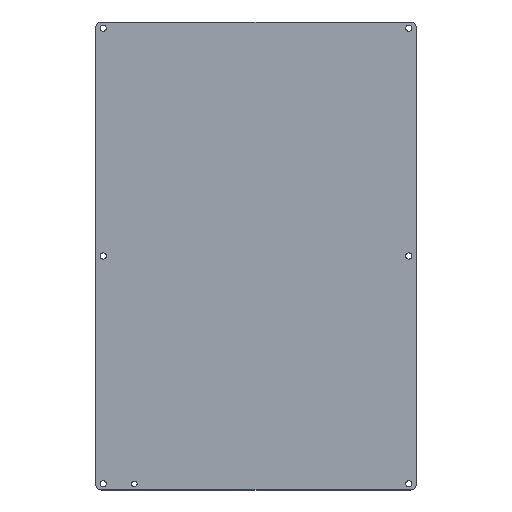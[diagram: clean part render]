
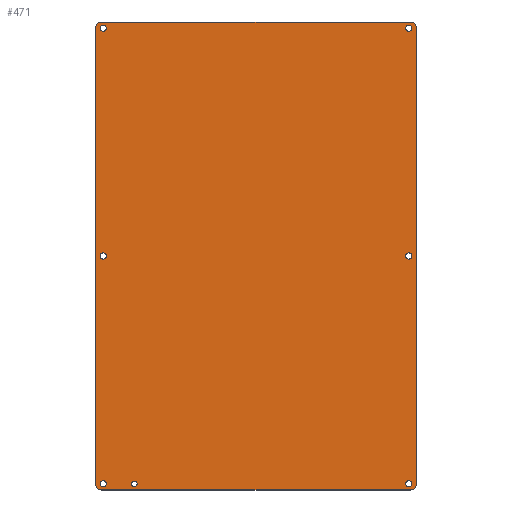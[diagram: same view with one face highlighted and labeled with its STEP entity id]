
A CAD part, top view. The second image highlights one B-rep face of the part: STEP entity #471.
In plain terms, the highlighted planar face has unit normal (0, 0, 1).
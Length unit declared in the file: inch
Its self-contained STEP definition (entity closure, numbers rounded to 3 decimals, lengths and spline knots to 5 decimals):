
#1 = FACE_BOUND ( 'NONE', #242, .T. ) ;
#4 = DIRECTION ( 'NONE',  ( -1., 0., 0. ) ) ;
#5 = AXIS2_PLACEMENT_3D ( 'NONE', #65, #434, #478 ) ;
#6 = CARTESIAN_POINT ( 'NONE',  ( 6.125, 0., 0. ) ) ;
#7 = AXIS2_PLACEMENT_3D ( 'NONE', #341, #526, #476 ) ;
#12 = ORIENTED_EDGE ( 'NONE', *, *, #145, .T. ) ;
#13 = CARTESIAN_POINT ( 'NONE',  ( -4.875, -9.125, 0. ) ) ;
#18 = VERTEX_POINT ( 'NONE', #259 ) ;
#21 = DIRECTION ( 'NONE',  ( 0., 0., -1. ) ) ;
#25 = CARTESIAN_POINT ( 'NONE',  ( -4.76587, -9.125, 0. ) ) ;
#29 = CIRCLE ( 'NONE', #177, 0.25 ) ;
#39 = CIRCLE ( 'NONE', #546, 0.125 ) ;
#55 = DIRECTION ( 'NONE',  ( 1., 0., 0. ) ) ;
#62 = VERTEX_POINT ( 'NONE', #87 ) ;
#64 = CARTESIAN_POINT ( 'NONE',  ( 6.25, -9.125, 0. ) ) ;
#65 = CARTESIAN_POINT ( 'NONE',  ( -6.125, 9.125, 0. ) ) ;
#73 = VERTEX_POINT ( 'NONE', #496 ) ;
#86 = VECTOR ( 'NONE', #239, 39.37008 ) ;
#87 = CARTESIAN_POINT ( 'NONE',  ( -6.1875, 9.375, 0. ) ) ;
#88 = DIRECTION ( 'NONE',  ( 1., 0., 0. ) ) ;
#95 = CARTESIAN_POINT ( 'NONE',  ( 6.1875, 9.125, 0. ) ) ;
#97 = ORIENTED_EDGE ( 'NONE', *, *, #225, .T. ) ;
#98 = CARTESIAN_POINT ( 'NONE',  ( 6.1875, -9.375, 0. ) ) ;
#100 = CARTESIAN_POINT ( 'NONE',  ( -6.125, -9.125, 0. ) ) ;
#105 = VERTEX_POINT ( 'NONE', #64 ) ;
#112 = DIRECTION ( 'NONE',  ( 1., 0., 0. ) ) ;
#114 = ORIENTED_EDGE ( 'NONE', *, *, #590, .T. ) ;
#121 = CARTESIAN_POINT ( 'NONE',  ( -6.1875, -9.375, 0. ) ) ;
#122 = VERTEX_POINT ( 'NONE', #353 ) ;
#124 = CIRCLE ( 'NONE', #482, 0.125 ) ;
#143 = ORIENTED_EDGE ( 'NONE', *, *, #304, .T. ) ;
#144 = PLANE ( 'NONE',  #357 ) ;
#145 = EDGE_CURVE ( 'NONE', #427, #543, #525, .T. ) ;
#150 = DIRECTION ( 'NONE',  ( 0., 0., 1. ) ) ;
#152 = DIRECTION ( 'NONE',  ( 1., 0., 0. ) ) ;
#159 = EDGE_CURVE ( 'NONE', #105, #105, #185, .T. ) ;
#167 = ORIENTED_EDGE ( 'NONE', *, *, #210, .T. ) ;
#173 = EDGE_CURVE ( 'NONE', #301, #301, #398, .T. ) ;
#177 = AXIS2_PLACEMENT_3D ( 'NONE', #194, #437, #201 ) ;
#185 = CIRCLE ( 'NONE', #563, 0.125 ) ;
#187 = CARTESIAN_POINT ( 'NONE',  ( 6.125, 9.125, 0. ) ) ;
#190 = CARTESIAN_POINT ( 'NONE',  ( 6.4375, -9.125, 0. ) ) ;
#192 = FACE_BOUND ( 'NONE', #551, .T. ) ;
#194 = CARTESIAN_POINT ( 'NONE',  ( 6.1875, -9.125, 0. ) ) ;
#196 = AXIS2_PLACEMENT_3D ( 'NONE', #6, #521, #287 ) ;
#198 = CARTESIAN_POINT ( 'NONE',  ( 0., 9.375, 0. ) ) ;
#200 = ORIENTED_EDGE ( 'NONE', *, *, #515, .T. ) ;
#201 = DIRECTION ( 'NONE',  ( 1., 0., 0. ) ) ;
#207 = EDGE_LOOP ( 'NONE', ( #502 ) ) ;
#210 = EDGE_CURVE ( 'NONE', #122, #122, #608, .T. ) ;
#212 = CARTESIAN_POINT ( 'NONE',  ( -6., 0., 0. ) ) ;
#213 = VERTEX_POINT ( 'NONE', #98 ) ;
#219 = CARTESIAN_POINT ( 'NONE',  ( -6.1875, 9.125, 0. ) ) ;
#221 = VECTOR ( 'NONE', #585, 39.37008 ) ;
#225 = EDGE_CURVE ( 'NONE', #390, #62, #243, .T. ) ;
#232 = FACE_BOUND ( 'NONE', #207, .T. ) ;
#236 = EDGE_CURVE ( 'NONE', #213, #427, #29, .T. ) ;
#239 = DIRECTION ( 'NONE',  ( 0., -1., 0. ) ) ;
#242 = EDGE_LOOP ( 'NONE', ( #570 ) ) ;
#243 = LINE ( 'NONE', #198, #335 ) ;
#247 = AXIS2_PLACEMENT_3D ( 'NONE', #443, #21, #401 ) ;
#248 = CIRCLE ( 'NONE', #565, 0.25 ) ;
#249 = EDGE_LOOP ( 'NONE', ( #380 ) ) ;
#259 = CARTESIAN_POINT ( 'NONE',  ( 6.25, 9.125, 0. ) ) ;
#269 = CARTESIAN_POINT ( 'NONE',  ( -6.4375, -9.125, 0. ) ) ;
#270 = EDGE_CURVE ( 'NONE', #533, #533, #601, .T. ) ;
#282 = DIRECTION ( 'NONE',  ( 1., 0., 0. ) ) ;
#283 = CARTESIAN_POINT ( 'NONE',  ( 6.4375, 9.125, 0. ) ) ;
#287 = DIRECTION ( 'NONE',  ( 1., 0., 0. ) ) ;
#288 = AXIS2_PLACEMENT_3D ( 'NONE', #13, #535, #112 ) ;
#292 = DIRECTION ( 'NONE',  ( 0., 0., 1. ) ) ;
#300 = CIRCLE ( 'NONE', #7, 0.25 ) ;
#301 = VERTEX_POINT ( 'NONE', #25 ) ;
#304 = EDGE_CURVE ( 'NONE', #62, #339, #495, .T. ) ;
#310 = ORIENTED_EDGE ( 'NONE', *, *, #438, .T. ) ;
#317 = DIRECTION ( 'NONE',  ( 1., 0., 0. ) ) ;
#332 = ORIENTED_EDGE ( 'NONE', *, *, #270, .T. ) ;
#334 = VERTEX_POINT ( 'NONE', #269 ) ;
#335 = VECTOR ( 'NONE', #4, 39.37008 ) ;
#338 = CARTESIAN_POINT ( 'NONE',  ( -6.4375, 0., 0. ) ) ;
#339 = VERTEX_POINT ( 'NONE', #453 ) ;
#341 = CARTESIAN_POINT ( 'NONE',  ( -6.1875, -9.125, 0. ) ) ;
#353 = CARTESIAN_POINT ( 'NONE',  ( -6., 9.125, 0. ) ) ;
#354 = VERTEX_POINT ( 'NONE', #121 ) ;
#357 = AXIS2_PLACEMENT_3D ( 'NONE', #523, #150, #282 ) ;
#380 = ORIENTED_EDGE ( 'NONE', *, *, #159, .T. ) ;
#383 = FACE_OUTER_BOUND ( 'NONE', #468, .T. ) ;
#390 = VERTEX_POINT ( 'NONE', #406 ) ;
#393 = CARTESIAN_POINT ( 'NONE',  ( 6.125, -9.125, 0. ) ) ;
#394 = ORIENTED_EDGE ( 'NONE', *, *, #236, .T. ) ;
#398 = CIRCLE ( 'NONE', #288, 0.10913 ) ;
#401 = DIRECTION ( 'NONE',  ( 1., 0., 0. ) ) ;
#406 = CARTESIAN_POINT ( 'NONE',  ( 6.1875, 9.375, 0. ) ) ;
#420 = FACE_BOUND ( 'NONE', #249, .T. ) ;
#426 = CARTESIAN_POINT ( 'NONE',  ( 0., -9.375, 0. ) ) ;
#427 = VERTEX_POINT ( 'NONE', #190 ) ;
#434 = DIRECTION ( 'NONE',  ( 0., 0., -1. ) ) ;
#437 = DIRECTION ( 'NONE',  ( 0., 0., 1. ) ) ;
#438 = EDGE_CURVE ( 'NONE', #354, #213, #617, .T. ) ;
#443 = CARTESIAN_POINT ( 'NONE',  ( -6.125, 0., 0. ) ) ;
#453 = CARTESIAN_POINT ( 'NONE',  ( -6.4375, 9.125, 0. ) ) ;
#467 = DIRECTION ( 'NONE',  ( 0., 0., -1. ) ) ;
#468 = EDGE_LOOP ( 'NONE', ( #618, #489, #310, #394, #12, #527, #97, #143 ) ) ;
#471 = ADVANCED_FACE ( 'NONE', ( #580, #192, #1, #232, #612, #576, #420, #383 ), #144, .T. ) ;
#473 = DIRECTION ( 'NONE',  ( 1., 0., 0. ) ) ;
#476 = DIRECTION ( 'NONE',  ( 1., 0., 0. ) ) ;
#478 = DIRECTION ( 'NONE',  ( 1., 0., 0. ) ) ;
#482 = AXIS2_PLACEMENT_3D ( 'NONE', #187, #566, #569 ) ;
#484 = CARTESIAN_POINT ( 'NONE',  ( 6.25, 0., 0. ) ) ;
#489 = ORIENTED_EDGE ( 'NONE', *, *, #539, .T. ) ;
#490 = CARTESIAN_POINT ( 'NONE',  ( 6.4375, 0., 0. ) ) ;
#493 = EDGE_CURVE ( 'NONE', #339, #334, #572, .T. ) ;
#495 = CIRCLE ( 'NONE', #577, 0.25 ) ;
#496 = CARTESIAN_POINT ( 'NONE',  ( -6., -9.125, 0. ) ) ;
#497 = EDGE_LOOP ( 'NONE', ( #200 ) ) ;
#502 = ORIENTED_EDGE ( 'NONE', *, *, #173, .T. ) ;
#514 = VECTOR ( 'NONE', #473, 39.37008 ) ;
#515 = EDGE_CURVE ( 'NONE', #18, #18, #124, .T. ) ;
#521 = DIRECTION ( 'NONE',  ( 0., 0., -1. ) ) ;
#523 = CARTESIAN_POINT ( 'NONE',  ( 0., 0., 0. ) ) ;
#525 = LINE ( 'NONE', #490, #221 ) ;
#526 = DIRECTION ( 'NONE',  ( 0., 0., 1. ) ) ;
#527 = ORIENTED_EDGE ( 'NONE', *, *, #571, .T. ) ;
#533 = VERTEX_POINT ( 'NONE', #212 ) ;
#535 = DIRECTION ( 'NONE',  ( 0., 0., -1. ) ) ;
#536 = VERTEX_POINT ( 'NONE', #484 ) ;
#539 = EDGE_CURVE ( 'NONE', #334, #354, #300, .T. ) ;
#543 = VERTEX_POINT ( 'NONE', #283 ) ;
#546 = AXIS2_PLACEMENT_3D ( 'NONE', #100, #467, #88 ) ;
#547 = EDGE_LOOP ( 'NONE', ( #332 ) ) ;
#551 = EDGE_LOOP ( 'NONE', ( #114 ) ) ;
#562 = EDGE_CURVE ( 'NONE', #73, #73, #39, .T. ) ;
#563 = AXIS2_PLACEMENT_3D ( 'NONE', #393, #589, #152 ) ;
#565 = AXIS2_PLACEMENT_3D ( 'NONE', #95, #292, #55 ) ;
#566 = DIRECTION ( 'NONE',  ( 0., 0., -1. ) ) ;
#569 = DIRECTION ( 'NONE',  ( 1., 0., 0. ) ) ;
#570 = ORIENTED_EDGE ( 'NONE', *, *, #562, .T. ) ;
#571 = EDGE_CURVE ( 'NONE', #543, #390, #248, .T. ) ;
#572 = LINE ( 'NONE', #338, #86 ) ;
#573 = EDGE_LOOP ( 'NONE', ( #167 ) ) ;
#576 = FACE_BOUND ( 'NONE', #573, .T. ) ;
#577 = AXIS2_PLACEMENT_3D ( 'NONE', #219, #600, #317 ) ;
#580 = FACE_BOUND ( 'NONE', #547, .T. ) ;
#585 = DIRECTION ( 'NONE',  ( 0., 1., 0. ) ) ;
#589 = DIRECTION ( 'NONE',  ( 0., 0., -1. ) ) ;
#590 = EDGE_CURVE ( 'NONE', #536, #536, #602, .T. ) ;
#600 = DIRECTION ( 'NONE',  ( 0., 0., 1. ) ) ;
#601 = CIRCLE ( 'NONE', #247, 0.125 ) ;
#602 = CIRCLE ( 'NONE', #196, 0.125 ) ;
#608 = CIRCLE ( 'NONE', #5, 0.125 ) ;
#612 = FACE_BOUND ( 'NONE', #497, .T. ) ;
#617 = LINE ( 'NONE', #426, #514 ) ;
#618 = ORIENTED_EDGE ( 'NONE', *, *, #493, .T. ) ;
